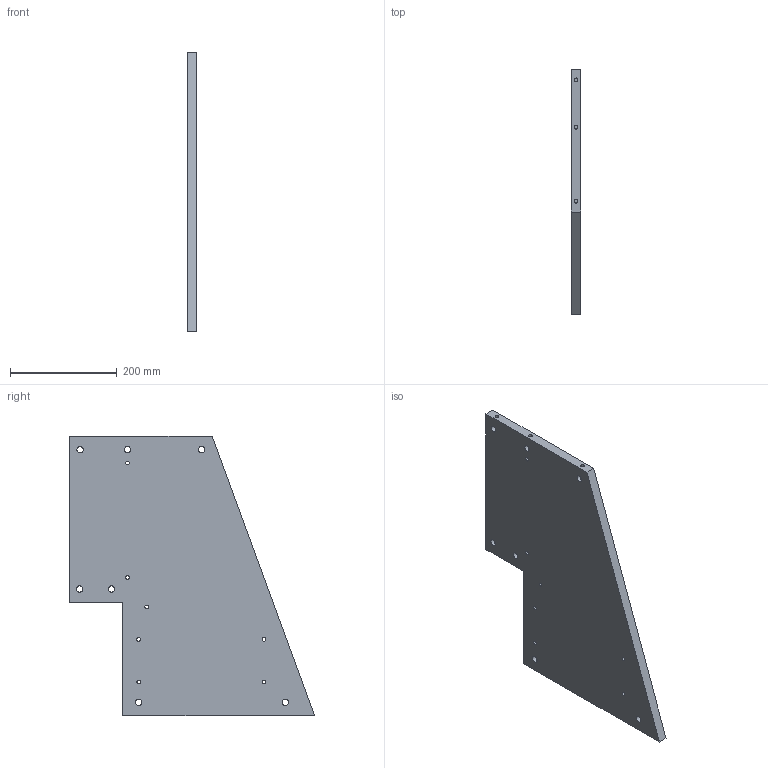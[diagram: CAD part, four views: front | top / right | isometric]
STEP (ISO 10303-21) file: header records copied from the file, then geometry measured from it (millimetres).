
FILE_DESCRIPTION(/* description */ (''),/* implementation_level */ '2;1');
FILE_NAME(/* name */ 'Side Panel Left.step',/* time_stamp */ '2020-04-14T16:25:12+01:00',/* author */ (''),/* organization */ (''),/* preprocessor_version */ 'ST-DEVELOPER v18.1',/* originating_system */ 'Autodesk Translation Framework v9.2.0.1227',/* authorisation */ '');
FILE_SCHEMA (('AUTOMOTIVE_DESIGN { 1 0 10303 214 3 1 1 }'));
Length unit declared in the file: millimetre
Products named in the file (1): Side Panel Left
Bounding box: 18 x 460 x 524 mm (x, y, z)
Volume: 3025308.3 mm3; surface area: 380096.4 mm2
Topology: 1 solids, 1 shells, 43 faces, 116 edges, 82 vertices
Faces by surface type: cylinder 28, plane 15
Full cylindrical faces by diameter (mm): 7 x21, 12 x7
Entity records: 1928 total; most frequent: CARTESIAN_POINT 718, ORIENTED_EDGE 232, DIRECTION 218, EDGE_CURVE 116, EDGE_LOOP 92, AXIS2_PLACEMENT_3D 86, VERTEX_POINT 82, FACE_BOUND 49
